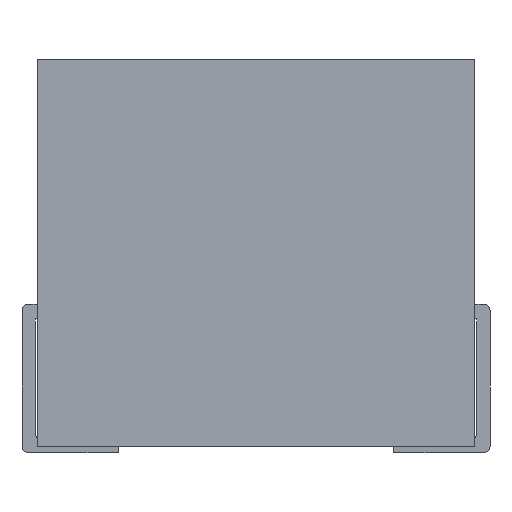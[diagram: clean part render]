
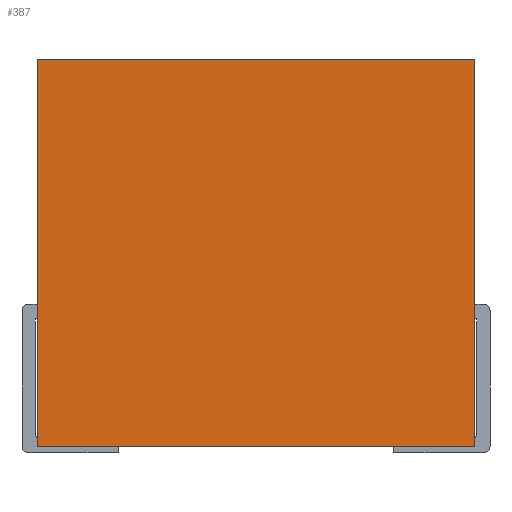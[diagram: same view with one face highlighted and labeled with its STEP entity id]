
A CAD part, front view. The second image highlights one B-rep face of the part: STEP entity #387.
In plain terms, the highlighted planar face has unit normal (0, -1, 0).
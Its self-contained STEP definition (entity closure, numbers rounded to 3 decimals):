
#387 = ADVANCED_FACE( '', ( #789 ), #790, .F. );
#789 = FACE_OUTER_BOUND( '', #1265, .T. );
#790 = PLANE( '', #1266 );
#1265 = EDGE_LOOP( '', ( #2166, #2167, #2168, #2169 ) );
#1266 = AXIS2_PLACEMENT_3D( '', #2170, #2171, #2172 );
#2166 = ORIENTED_EDGE( '', *, *, #3384, .T. );
#2167 = ORIENTED_EDGE( '', *, *, #3228, .F. );
#2168 = ORIENTED_EDGE( '', *, *, #3385, .F. );
#2169 = ORIENTED_EDGE( '', *, *, #3386, .T. );
#2170 = CARTESIAN_POINT( '', ( -5., -5., 8.85 ) );
#2171 = DIRECTION( '', ( 0., 1., 0. ) );
#2172 = DIRECTION( '', ( 0., 0., 1. ) );
#3228 = EDGE_CURVE( '', #3845, #3847, #3848, .T. );
#3384 = EDGE_CURVE( '', #4092, #3847, #4093, .T. );
#3385 = EDGE_CURVE( '', #4094, #3845, #4095, .T. );
#3386 = EDGE_CURVE( '', #4094, #4092, #4096, .T. );
#3845 = VERTEX_POINT( '', #4837 );
#3847 = VERTEX_POINT( '', #4840 );
#3848 = LINE( '', #4841, #4842 );
#4092 = VERTEX_POINT( '', #5346 );
#4093 = LINE( '', #5347, #5348 );
#4094 = VERTEX_POINT( '', #5349 );
#4095 = LINE( '', #5350, #5351 );
#4096 = LINE( '', #5352, #5353 );
#4837 = CARTESIAN_POINT( '', ( 5., -5., 8.85 ) );
#4840 = CARTESIAN_POINT( '', ( 5., -5., 0. ) );
#4841 = CARTESIAN_POINT( '', ( 5., -5., 8.85 ) );
#4842 = VECTOR( '', #6101, 1000. );
#5346 = CARTESIAN_POINT( '', ( -5., -5., 0. ) );
#5347 = CARTESIAN_POINT( '', ( -5., -5., 0. ) );
#5348 = VECTOR( '', #6212, 1000. );
#5349 = CARTESIAN_POINT( '', ( -5., -5., 8.85 ) );
#5350 = CARTESIAN_POINT( '', ( -5., -5., 8.85 ) );
#5351 = VECTOR( '', #6213, 1000. );
#5352 = CARTESIAN_POINT( '', ( -5., -5., 8.85 ) );
#5353 = VECTOR( '', #6214, 1000. );
#6101 = DIRECTION( '', ( 0., 0., -1. ) );
#6212 = DIRECTION( '', ( 1., 0., 0. ) );
#6213 = DIRECTION( '', ( 1., 0., 0. ) );
#6214 = DIRECTION( '', ( 0., 0., -1. ) );
